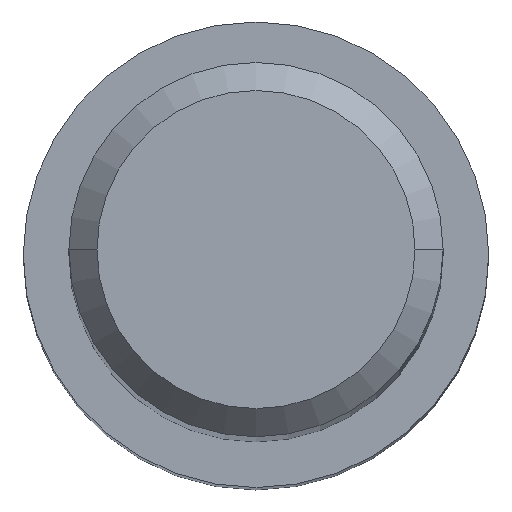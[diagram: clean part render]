
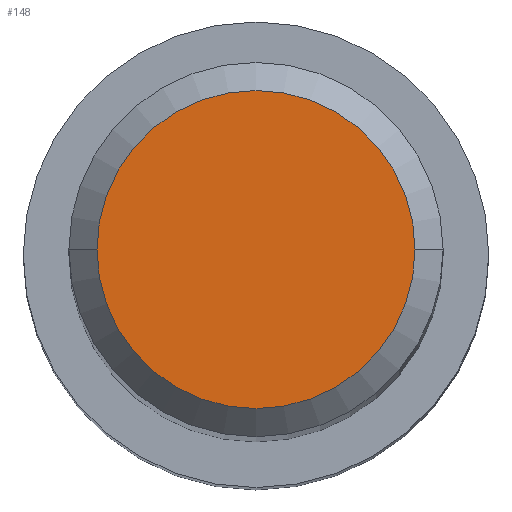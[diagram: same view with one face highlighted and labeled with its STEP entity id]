
A CAD part, top view. The second image highlights one B-rep face of the part: STEP entity #148.
In plain terms, the highlighted planar face has unit normal (0, 0, 1).
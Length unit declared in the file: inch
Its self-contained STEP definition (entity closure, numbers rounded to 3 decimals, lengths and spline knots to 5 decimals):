
#1 = DIRECTION ( 'NONE',  ( 0., 0., 1. ) ) ;
#19 = VERTEX_POINT ( 'NONE', #303 ) ;
#69 = AXIS2_PLACEMENT_3D ( 'NONE', #73, #72, #128 ) ;
#72 = DIRECTION ( 'NONE',  ( 0., 0., -1. ) ) ;
#73 = CARTESIAN_POINT ( 'NONE',  ( 0., 0., 0. ) ) ;
#85 = DIRECTION ( 'NONE',  ( 1., 0., 0. ) ) ;
#105 = CIRCLE ( 'NONE', #292, 0.05312 ) ;
#119 = EDGE_LOOP ( 'NONE', ( #263, #143 ) ) ;
#128 = DIRECTION ( 'NONE',  ( -1., 0., 0. ) ) ;
#143 = ORIENTED_EDGE ( 'NONE', *, *, #330, .T. ) ;
#148 = ADVANCED_FACE ( 'NONE', ( #288 ), #281, .F. ) ;
#156 = DIRECTION ( 'NONE',  ( 1., 0., 0. ) ) ;
#182 = AXIS2_PLACEMENT_3D ( 'NONE', #268, #216, #85 ) ;
#201 = EDGE_CURVE ( 'NONE', #240, #19, #105, .T. ) ;
#216 = DIRECTION ( 'NONE',  ( 0., 0., 1. ) ) ;
#233 = CARTESIAN_POINT ( 'NONE',  ( 0., 0., 0. ) ) ;
#240 = VERTEX_POINT ( 'NONE', #266 ) ;
#263 = ORIENTED_EDGE ( 'NONE', *, *, #201, .T. ) ;
#266 = CARTESIAN_POINT ( 'NONE',  ( -0.05312, 0., 0. ) ) ;
#268 = CARTESIAN_POINT ( 'NONE',  ( 0., 0., 0. ) ) ;
#281 = PLANE ( 'NONE',  #69 ) ;
#288 = FACE_OUTER_BOUND ( 'NONE', #119, .T. ) ;
#292 = AXIS2_PLACEMENT_3D ( 'NONE', #233, #1, #156 ) ;
#303 = CARTESIAN_POINT ( 'NONE',  ( 0.05312, 0., 0. ) ) ;
#329 = CIRCLE ( 'NONE', #182, 0.05312 ) ;
#330 = EDGE_CURVE ( 'NONE', #19, #240, #329, .T. ) ;
